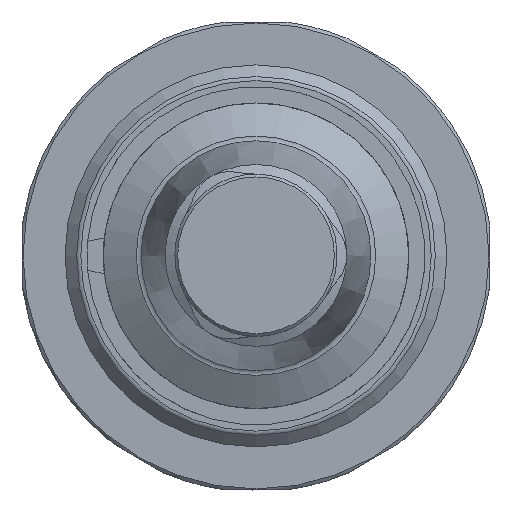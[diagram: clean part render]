
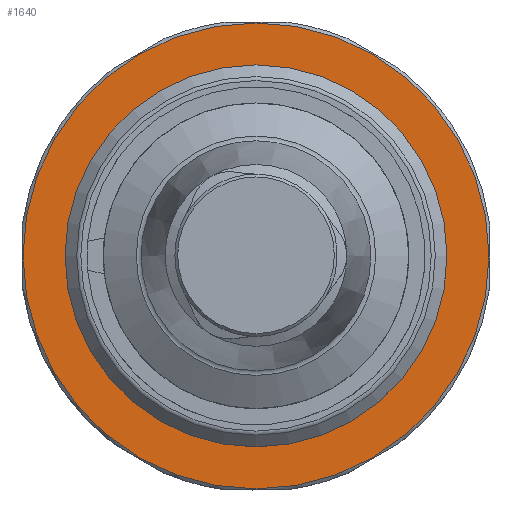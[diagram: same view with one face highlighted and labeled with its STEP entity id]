
A CAD part, top view. The second image highlights one B-rep face of the part: STEP entity #1640.
In plain terms, the highlighted planar face has unit normal (0, 0, 1).
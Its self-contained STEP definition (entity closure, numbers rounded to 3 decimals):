
#45=PLANE('',#1825);
#576=ORIENTED_EDGE('',*,*,#923,.T.);
#577=ORIENTED_EDGE('',*,*,#924,.F.);
#923=EDGE_CURVE('',#1100,#1100,#1204,.T.);
#924=EDGE_CURVE('',#1101,#1101,#1205,.T.);
#1100=VERTEX_POINT('',#2876);
#1101=VERTEX_POINT('',#2879);
#1204=CIRCLE('',#1824,19.65);
#1205=CIRCLE('',#1826,24.4);
#1331=EDGE_LOOP('',(#576));
#1332=EDGE_LOOP('',(#577));
#1491=FACE_BOUND('',#1331,.T.);
#1492=FACE_BOUND('',#1332,.T.);
#1640=ADVANCED_FACE('',(#1491,#1492),#45,.F.);
#1824=AXIS2_PLACEMENT_3D('',#2875,#2206,#2207);
#1825=AXIS2_PLACEMENT_3D('',#2877,#2208,#2209);
#1826=AXIS2_PLACEMENT_3D('',#2878,#2210,#2211);
#2206=DIRECTION('',(0.,0.,-1.));
#2207=DIRECTION('',(1.,0.,0.));
#2208=DIRECTION('',(0.,0.,-1.));
#2209=DIRECTION('',(1.,0.,0.));
#2210=DIRECTION('',(0.,0.,-1.));
#2211=DIRECTION('',(1.,0.,0.));
#2875=CARTESIAN_POINT('',(0.,0.,-1.));
#2876=CARTESIAN_POINT('',(19.65,0.,-1.));
#2877=CARTESIAN_POINT('',(19.65,0.,-1.));
#2878=CARTESIAN_POINT('',(0.,0.,-1.));
#2879=CARTESIAN_POINT('',(24.4,0.,-1.));
